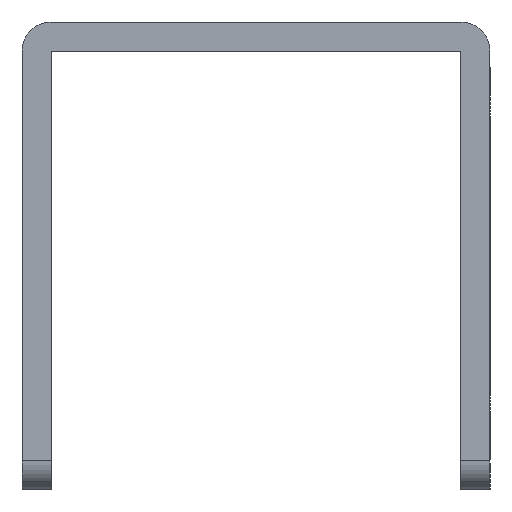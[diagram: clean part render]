
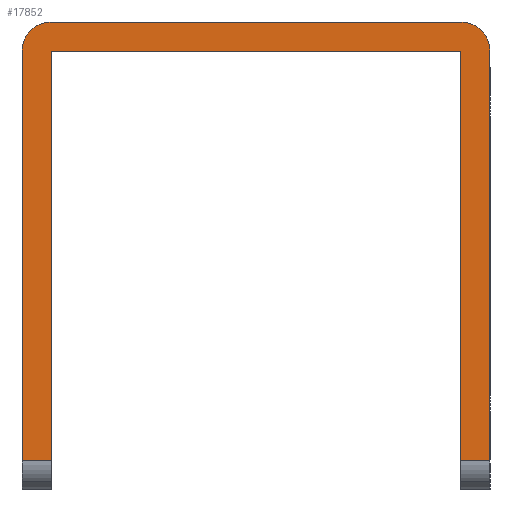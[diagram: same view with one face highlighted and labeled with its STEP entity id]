
A CAD part, left-side view. The second image highlights one B-rep face of the part: STEP entity #17852.
In plain terms, the highlighted planar face has unit normal (-1, 0, 0).
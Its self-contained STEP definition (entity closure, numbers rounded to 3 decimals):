
#25 = AXIS2_PLACEMENT_3D ( 'NONE', #10236, #17028, #2240 ) ;
#724 = VECTOR ( 'NONE', #20081, 1000. ) ;
#942 = ORIENTED_EDGE ( 'NONE', *, *, #1129, .F. ) ;
#1094 = EDGE_CURVE ( 'NONE', #20662, #19230, #18466, .T. ) ;
#1129 = EDGE_CURVE ( 'NONE', #20831, #17253, #5109, .T. ) ;
#1294 = CARTESIAN_POINT ( 'NONE',  ( 0., 3., -0.5 ) ) ;
#1309 = CARTESIAN_POINT ( 'NONE',  ( 0., 3., -0.25 ) ) ;
#1312 = ORIENTED_EDGE ( 'NONE', *, *, #14340, .F. ) ;
#1505 = CARTESIAN_POINT ( 'NONE',  ( 0., 45., -22.75 ) ) ;
#1716 = ORIENTED_EDGE ( 'NONE', *, *, #6408, .T. ) ;
#2240 = DIRECTION ( 'NONE',  ( 0., 0.707, 0.707 ) ) ;
#2343 = ORIENTED_EDGE ( 'NONE', *, *, #1094, .F. ) ;
#2524 = CARTESIAN_POINT ( 'NONE',  ( 0., 0., 0. ) ) ;
#2559 = ORIENTED_EDGE ( 'NONE', *, *, #20388, .T. ) ;
#2606 = CARTESIAN_POINT ( 'NONE',  ( 0., 3., 2.5 ) ) ;
#2625 = CARTESIAN_POINT ( 'NONE',  ( 0., 48., -42.5 ) ) ;
#2942 = AXIS2_PLACEMENT_3D ( 'NONE', #7571, #18998, #10804 ) ;
#3284 = CARTESIAN_POINT ( 'NONE',  ( 0., 24., -42.5 ) ) ;
#3374 = AXIS2_PLACEMENT_3D ( 'NONE', #5826, #12519, #10892 ) ;
#3431 = AXIS2_PLACEMENT_3D ( 'NONE', #1294, #11015, #7576 ) ;
#3827 = VERTEX_POINT ( 'NONE', #9001 ) ;
#3905 = VECTOR ( 'NONE', #15267, 1000. ) ;
#4009 = LINE ( 'NONE', #13510, #724 ) ;
#4173 = EDGE_CURVE ( 'NONE', #14661, #3827, #6830, .T. ) ;
#4918 = EDGE_CURVE ( 'NONE', #19230, #14661, #11613, .T. ) ;
#5109 = CIRCLE ( 'NONE', #3431, 3. ) ;
#5539 = FACE_OUTER_BOUND ( 'NONE', #19259, .T. ) ;
#5564 = CIRCLE ( 'NONE', #13149, 3. ) ;
#5826 = CARTESIAN_POINT ( 'NONE',  ( 0., 45., -0.5 ) ) ;
#6237 = EDGE_CURVE ( 'NONE', #12087, #20831, #4009, .T. ) ;
#6408 = EDGE_CURVE ( 'NONE', #20662, #10029, #9614, .T. ) ;
#6417 = DIRECTION ( 'NONE',  ( 0., 1., 0. ) ) ;
#6520 = VECTOR ( 'NONE', #17819, 1000. ) ;
#6531 = VECTOR ( 'NONE', #10484, 1000. ) ;
#6595 = VECTOR ( 'NONE', #14667, 1000. ) ;
#6830 = CIRCLE ( 'NONE', #3374, 3. ) ;
#7571 = CARTESIAN_POINT ( 'NONE',  ( 0., 48., 0. ) ) ;
#7576 = DIRECTION ( 'NONE',  ( 0., -0.707, 0.707 ) ) ;
#7708 = ORIENTED_EDGE ( 'NONE', *, *, #6237, .F. ) ;
#8261 = CARTESIAN_POINT ( 'NONE',  ( 0., 46.5, -0.5 ) ) ;
#8499 = ORIENTED_EDGE ( 'NONE', *, *, #14026, .F. ) ;
#9001 = CARTESIAN_POINT ( 'NONE',  ( 0., 47.121, 1.621 ) ) ;
#9614 = LINE ( 'NONE', #1505, #6595 ) ;
#10029 = VERTEX_POINT ( 'NONE', #13545 ) ;
#10236 = CARTESIAN_POINT ( 'NONE',  ( 0., 45., -0.5 ) ) ;
#10308 = DIRECTION ( 'NONE',  ( 0., 0., 1. ) ) ;
#10484 = DIRECTION ( 'NONE',  ( 0., 1., 0. ) ) ;
#10804 = DIRECTION ( 'NONE',  ( 0., 0., 1. ) ) ;
#10892 = DIRECTION ( 'NONE',  ( 0., 0.707, 0.707 ) ) ;
#11015 = DIRECTION ( 'NONE',  ( 1., 0., 0. ) ) ;
#11097 = VECTOR ( 'NONE', #6417, 1000. ) ;
#11227 = CARTESIAN_POINT ( 'NONE',  ( 0., 0., -42.5 ) ) ;
#11613 = LINE ( 'NONE', #18191, #17560 ) ;
#11679 = CARTESIAN_POINT ( 'NONE',  ( 0., 48., -0.5 ) ) ;
#11920 = EDGE_CURVE ( 'NONE', #16370, #12382, #19437, .T. ) ;
#12087 = VERTEX_POINT ( 'NONE', #18563 ) ;
#12121 = PLANE ( 'NONE',  #2942 ) ;
#12216 = CARTESIAN_POINT ( 'NONE',  ( 0., 0., -0.5 ) ) ;
#12358 = ORIENTED_EDGE ( 'NONE', *, *, #4918, .F. ) ;
#12382 = VERTEX_POINT ( 'NONE', #14655 ) ;
#12519 = DIRECTION ( 'NONE',  ( 1., 0., 0. ) ) ;
#12530 = EDGE_CURVE ( 'NONE', #3827, #12087, #15557, .T. ) ;
#12758 = ORIENTED_EDGE ( 'NONE', *, *, #4173, .F. ) ;
#13008 = ORIENTED_EDGE ( 'NONE', *, *, #11920, .T. ) ;
#13149 = AXIS2_PLACEMENT_3D ( 'NONE', #18614, #17330, #20123 ) ;
#13510 = CARTESIAN_POINT ( 'NONE',  ( 0., 0., 2.5 ) ) ;
#13545 = CARTESIAN_POINT ( 'NONE',  ( 0., 45., -0.5 ) ) ;
#13549 = ORIENTED_EDGE ( 'NONE', *, *, #12530, .F. ) ;
#14026 = EDGE_CURVE ( 'NONE', #17253, #20727, #5564, .T. ) ;
#14318 = EDGE_CURVE ( 'NONE', #10029, #16370, #18068, .T. ) ;
#14340 = EDGE_CURVE ( 'NONE', #19796, #12382, #21178, .T. ) ;
#14655 = CARTESIAN_POINT ( 'NONE',  ( 0., 3., -42.5 ) ) ;
#14661 = VERTEX_POINT ( 'NONE', #11679 ) ;
#14667 = DIRECTION ( 'NONE',  ( 0., 0., 1. ) ) ;
#14894 = CARTESIAN_POINT ( 'NONE',  ( 0., 3., -0.5 ) ) ;
#14923 = CARTESIAN_POINT ( 'NONE',  ( 0., 45., -42.5 ) ) ;
#15267 = DIRECTION ( 'NONE',  ( 0., 0., 1. ) ) ;
#15557 = CIRCLE ( 'NONE', #25, 3. ) ;
#16370 = VERTEX_POINT ( 'NONE', #14894 ) ;
#16517 = CARTESIAN_POINT ( 'NONE',  ( 0., 0.879, 1.621 ) ) ;
#16957 = CARTESIAN_POINT ( 'NONE',  ( 0., 24., -42.5 ) ) ;
#17028 = DIRECTION ( 'NONE',  ( 1., 0., 0. ) ) ;
#17077 = ORIENTED_EDGE ( 'NONE', *, *, #14318, .T. ) ;
#17253 = VERTEX_POINT ( 'NONE', #16517 ) ;
#17307 = LINE ( 'NONE', #2524, #3905 ) ;
#17330 = DIRECTION ( 'NONE',  ( 1., 0., 0. ) ) ;
#17560 = VECTOR ( 'NONE', #10308, 1000. ) ;
#17819 = DIRECTION ( 'NONE',  ( 0., 0., -1. ) ) ;
#17852 = ADVANCED_FACE ( 'NONE', ( #5539 ), #12121, .T. ) ;
#18068 = LINE ( 'NONE', #8261, #20391 ) ;
#18191 = CARTESIAN_POINT ( 'NONE',  ( 0., 48., -45.5 ) ) ;
#18466 = LINE ( 'NONE', #16957, #6531 ) ;
#18563 = CARTESIAN_POINT ( 'NONE',  ( 0., 45., 2.5 ) ) ;
#18614 = CARTESIAN_POINT ( 'NONE',  ( 0., 3., -0.5 ) ) ;
#18998 = DIRECTION ( 'NONE',  ( -1., 0., 0. ) ) ;
#19230 = VERTEX_POINT ( 'NONE', #2625 ) ;
#19259 = EDGE_LOOP ( 'NONE', ( #2343, #1716, #17077, #13008, #1312, #2559, #8499, #942, #7708, #13549, #12758, #12358 ) ) ;
#19437 = LINE ( 'NONE', #1309, #6520 ) ;
#19796 = VERTEX_POINT ( 'NONE', #11227 ) ;
#19996 = DIRECTION ( 'NONE',  ( 0., -1., 0. ) ) ;
#20081 = DIRECTION ( 'NONE',  ( 0., -1., 0. ) ) ;
#20123 = DIRECTION ( 'NONE',  ( 0., -0.707, 0.707 ) ) ;
#20388 = EDGE_CURVE ( 'NONE', #19796, #20727, #17307, .T. ) ;
#20391 = VECTOR ( 'NONE', #19996, 1000. ) ;
#20662 = VERTEX_POINT ( 'NONE', #14923 ) ;
#20727 = VERTEX_POINT ( 'NONE', #12216 ) ;
#20831 = VERTEX_POINT ( 'NONE', #2606 ) ;
#21178 = LINE ( 'NONE', #3284, #11097 ) ;
